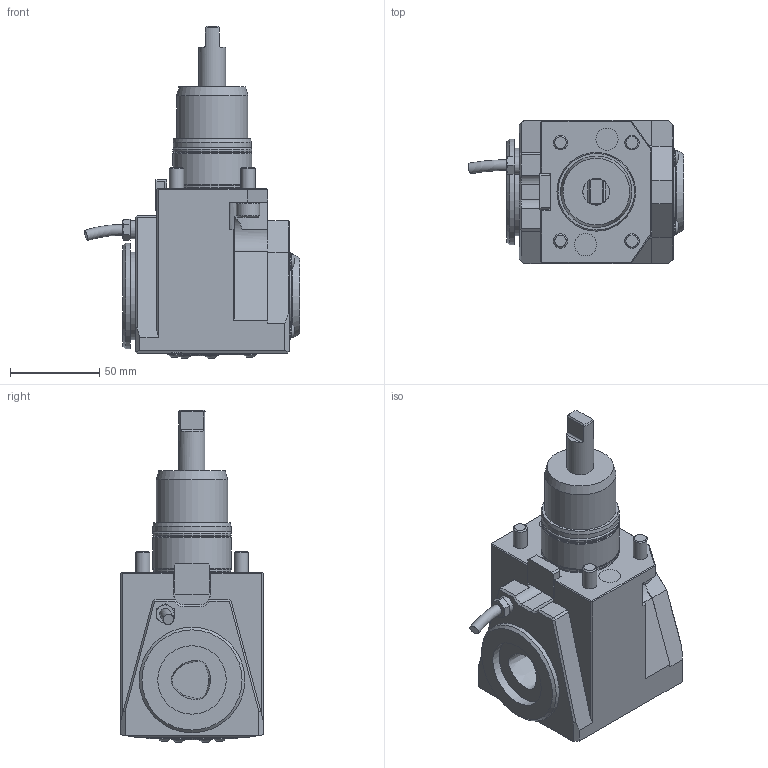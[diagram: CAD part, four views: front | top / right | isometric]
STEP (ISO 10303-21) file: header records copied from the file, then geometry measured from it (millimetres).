
FILE_DESCRIPTION(/* description */ (''),/* implementation_level */ '2;1');
FILE_NAME(/* name */ '1612526511990.stp',/* time_stamp */ '2021-02-05T17:32:05+05:00',/* author */ (''),/* organization */ ('SMS'),/* preprocessor_version */ 'ST-DEVELOPER v16.7',/* originating_system */ 'SIEMENS PLM Software NX 12.0',/* authorisation */ '');
FILE_SCHEMA (('AUTOMOTIVE_DESIGN { 1 0 10303 214 3 1 1 1 }'));
Length unit declared in the file: millimetre
Products named in the file (1): 203357525mod000_00
Bounding box: 120.45 x 80 x 185.7 mm (x, y, z)
Volume: 636125.1 mm3; surface area: 62762.4 mm2
Topology: 1 solids, 1 shells, 286 faces, 658 edges, 421 vertices
Faces by surface type: plane 177, cylinder 58, cone 32, sphere 12, torus 6, bspline 1
Full cylindrical faces by diameter (mm): 2 x1, 7.6 x12, 8 x4, 10 x1, 12.4 x2, 13 x4, 14 x2, 15 x1, 29 x1, 38.309 x1, 39.75 x1, 39.9 x1, 43.6 x1, 43.9 x1, 44 x3, 45.3 x1, 47 x1, 49 x1, 59 x1
Entity records: 7823 total; most frequent: CARTESIAN_POINT 1617, DIRECTION 1316, ORIENTED_EDGE 1118, EDGE_CURVE 559, AXIS2_PLACEMENT_3D 513, EDGE_LOOP 412, VERTEX_POINT 397, LINE 290
